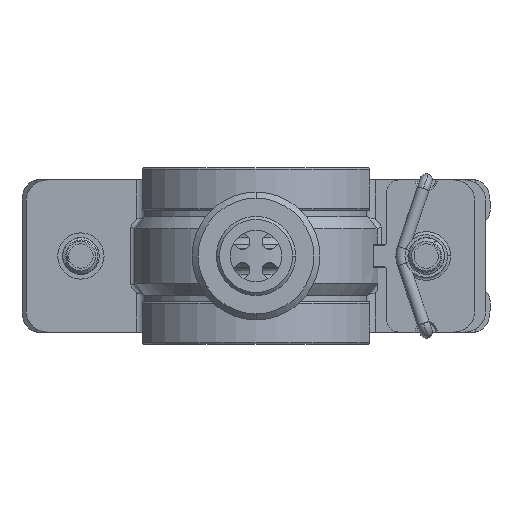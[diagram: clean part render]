
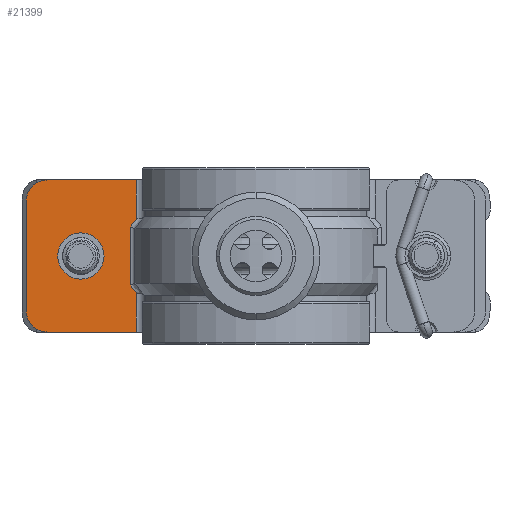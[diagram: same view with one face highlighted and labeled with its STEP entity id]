
A CAD part, front view. The second image highlights one B-rep face of the part: STEP entity #21399.
In plain terms, the highlighted planar face has unit normal (0, -1, 0).
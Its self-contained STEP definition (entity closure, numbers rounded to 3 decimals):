
#335 = CARTESIAN_POINT ( 'NONE',  ( -19.914, -4.25, 5.76 ) ) ;
#574 = EDGE_CURVE ( 'NONE', #34573, #18384, #8832, .T. ) ;
#882 = PLANE ( 'NONE',  #19714 ) ;
#1098 = EDGE_CURVE ( 'NONE', #18932, #32888, #34786, .T. ) ;
#1249 = DIRECTION ( 'NONE',  ( 0., 0., 1. ) ) ;
#2384 = ORIENTED_EDGE ( 'NONE', *, *, #1098, .F. ) ;
#2462 = VECTOR ( 'NONE', #29539, 1000. ) ;
#2840 = VECTOR ( 'NONE', #31152, 1000. ) ;
#3085 = CARTESIAN_POINT ( 'NONE',  ( -20.676, -4.25, 4.765 ) ) ;
#3457 = EDGE_CURVE ( 'NONE', #26116, #34573, #25399, .T. ) ;
#3767 = CARTESIAN_POINT ( 'NONE',  ( -19.677, -4.25, 6.07 ) ) ;
#3966 = CARTESIAN_POINT ( 'NONE',  ( -37.783, -4.25, 12.5 ) ) ;
#4493 = EDGE_LOOP ( 'NONE', ( #2384, #31117, #23953, #9990, #34203, #24754, #11745, #32969, #22142, #6248 ) ) ;
#4869 = VERTEX_POINT ( 'NONE', #8732 ) ;
#5074 = CARTESIAN_POINT ( 'NONE',  ( -20.151, -4.25, -5.451 ) ) ;
#6248 = ORIENTED_EDGE ( 'NONE', *, *, #16927, .T. ) ;
#7313 = VERTEX_POINT ( 'NONE', #16553 ) ;
#7484 = VECTOR ( 'NONE', #18249, 1000. ) ;
#7888 = CARTESIAN_POINT ( 'NONE',  ( -19.677, -4.25, 12.5 ) ) ;
#8732 = CARTESIAN_POINT ( 'NONE',  ( -28.783, -4.25, 3.8 ) ) ;
#8832 = B_SPLINE_CURVE_WITH_KNOTS ( 'NONE', 3,
 ( #3085, #14230, #28276, #19521, #8928, #335, #33739 ),
 .UNSPECIFIED., .F., .F.,
 ( 4, 3, 4 ),
 ( 0., 0., 0.002 ),
 .UNSPECIFIED. ) ;
#8928 = CARTESIAN_POINT ( 'NONE',  ( -20.151, -4.25, 5.451 ) ) ;
#9420 = CARTESIAN_POINT ( 'NONE',  ( -19.677, -4.25, 12.5 ) ) ;
#9838 = CARTESIAN_POINT ( 'NONE',  ( -20.676, -4.25, -4.765 ) ) ;
#9990 = ORIENTED_EDGE ( 'NONE', *, *, #574, .T. ) ;
#10041 = CARTESIAN_POINT ( 'NONE',  ( -20.484, -4.25, -5.015 ) ) ;
#10550 = LINE ( 'NONE', #21325, #2462 ) ;
#11164 = CARTESIAN_POINT ( 'NONE',  ( -20.676, -4.25, 12.5 ) ) ;
#11745 = ORIENTED_EDGE ( 'NONE', *, *, #21613, .T. ) ;
#11752 = LINE ( 'NONE', #30561, #22377 ) ;
#12198 = EDGE_CURVE ( 'NONE', #33596, #27453, #11752, .T. ) ;
#12990 = CARTESIAN_POINT ( 'NONE',  ( -34.283, -4.25, 12.5 ) ) ;
#13064 = CARTESIAN_POINT ( 'NONE',  ( -34.283, -4.25, 9. ) ) ;
#13119 = EDGE_CURVE ( 'NONE', #27453, #23162, #26995, .T. ) ;
#13175 = EDGE_CURVE ( 'NONE', #18932, #26116, #31171, .T. ) ;
#13320 = CARTESIAN_POINT ( 'NONE',  ( -19.677, -4.25, -6.07 ) ) ;
#13646 = ORIENTED_EDGE ( 'NONE', *, *, #21098, .T. ) ;
#14230 = CARTESIAN_POINT ( 'NONE',  ( -20.58, -4.25, 4.89 ) ) ;
#14511 = VECTOR ( 'NONE', #19021, 1000. ) ;
#15047 = CIRCLE ( 'NONE', #31453, 3.5 ) ;
#15154 = EDGE_LOOP ( 'NONE', ( #13646, #15903 ) ) ;
#15903 = ORIENTED_EDGE ( 'NONE', *, *, #18320, .T. ) ;
#16216 = DIRECTION ( 'NONE',  ( 0., 0., 1. ) ) ;
#16337 = CARTESIAN_POINT ( 'NONE',  ( -20.676, -4.25, 4.765 ) ) ;
#16377 = CARTESIAN_POINT ( 'NONE',  ( -28.783, -4.25, 0. ) ) ;
#16553 = CARTESIAN_POINT ( 'NONE',  ( -19.677, -4.25, 12.5 ) ) ;
#16927 = EDGE_CURVE ( 'NONE', #23162, #32888, #28851, .T. ) ;
#17492 = FACE_OUTER_BOUND ( 'NONE', #4493, .T. ) ;
#18249 = DIRECTION ( 'NONE',  ( 1., 0., 0. ) ) ;
#18320 = EDGE_CURVE ( 'NONE', #18478, #4869, #28560, .T. ) ;
#18349 = DIRECTION ( 'NONE',  ( 0., -1., 0. ) ) ;
#18384 = VERTEX_POINT ( 'NONE', #3767 ) ;
#18478 = VERTEX_POINT ( 'NONE', #23658 ) ;
#18706 = DIRECTION ( 'NONE',  ( 0., 0., 1. ) ) ;
#18932 = VERTEX_POINT ( 'NONE', #31109 ) ;
#19021 = DIRECTION ( 'NONE',  ( 0., 0., -1. ) ) ;
#19130 = CIRCLE ( 'NONE', #26710, 3.8 ) ;
#19219 = AXIS2_PLACEMENT_3D ( 'NONE', #16377, #33351, #27504 ) ;
#19521 = CARTESIAN_POINT ( 'NONE',  ( -20.388, -4.25, 5.141 ) ) ;
#19714 = AXIS2_PLACEMENT_3D ( 'NONE', #3966, #28637, #1249 ) ;
#19782 = DIRECTION ( 'NONE',  ( 0., 0., -1. ) ) ;
#20991 = CARTESIAN_POINT ( 'NONE',  ( -37.783, -4.25, -12.5 ) ) ;
#21098 = EDGE_CURVE ( 'NONE', #4869, #18478, #19130, .T. ) ;
#21325 = CARTESIAN_POINT ( 'NONE',  ( -37.783, -4.25, 12.5 ) ) ;
#21351 = CARTESIAN_POINT ( 'NONE',  ( -20.58, -4.25, -4.89 ) ) ;
#21399 = ADVANCED_FACE ( 'NONE', ( #17492, #29172 ), #882, .F. ) ;
#21613 = EDGE_CURVE ( 'NONE', #33689, #33596, #15047, .T. ) ;
#21714 = DIRECTION ( 'NONE',  ( 0., 1., 0. ) ) ;
#22142 = ORIENTED_EDGE ( 'NONE', *, *, #13119, .T. ) ;
#22377 = VECTOR ( 'NONE', #19782, 1000. ) ;
#23122 = CARTESIAN_POINT ( 'NONE',  ( -19.677, -4.25, -12.5 ) ) ;
#23162 = VERTEX_POINT ( 'NONE', #32370 ) ;
#23166 = EDGE_CURVE ( 'NONE', #7313, #18384, #32537, .T. ) ;
#23658 = CARTESIAN_POINT ( 'NONE',  ( -28.783, -4.25, -3.8 ) ) ;
#23923 = CARTESIAN_POINT ( 'NONE',  ( -20.676, -4.25, -4.765 ) ) ;
#23953 = ORIENTED_EDGE ( 'NONE', *, *, #3457, .T. ) ;
#24083 = AXIS2_PLACEMENT_3D ( 'NONE', #28685, #29030, #26474 ) ;
#24754 = ORIENTED_EDGE ( 'NONE', *, *, #29082, .F. ) ;
#25191 = CARTESIAN_POINT ( 'NONE',  ( -37.783, -4.25, -9. ) ) ;
#25399 = LINE ( 'NONE', #11164, #26279 ) ;
#26116 = VERTEX_POINT ( 'NONE', #9838 ) ;
#26279 = VECTOR ( 'NONE', #33974, 1000. ) ;
#26474 = DIRECTION ( 'NONE',  ( 0., 0., 1. ) ) ;
#26710 = AXIS2_PLACEMENT_3D ( 'NONE', #33197, #21714, #16216 ) ;
#26995 = CIRCLE ( 'NONE', #24083, 3.5 ) ;
#27453 = VERTEX_POINT ( 'NONE', #25191 ) ;
#27504 = DIRECTION ( 'NONE',  ( 0., 0., 1. ) ) ;
#28276 = CARTESIAN_POINT ( 'NONE',  ( -20.484, -4.25, 5.015 ) ) ;
#28560 = CIRCLE ( 'NONE', #19219, 3.8 ) ;
#28637 = DIRECTION ( 'NONE',  ( 0., 1., 0. ) ) ;
#28685 = CARTESIAN_POINT ( 'NONE',  ( -34.283, -4.25, -9. ) ) ;
#28851 = LINE ( 'NONE', #20991, #7484 ) ;
#29030 = DIRECTION ( 'NONE',  ( 0., -1., 0. ) ) ;
#29082 = EDGE_CURVE ( 'NONE', #33689, #7313, #10550, .T. ) ;
#29172 = FACE_BOUND ( 'NONE', #15154, .T. ) ;
#29539 = DIRECTION ( 'NONE',  ( 1., 0., 0. ) ) ;
#30561 = CARTESIAN_POINT ( 'NONE',  ( -37.783, -4.25, 12.5 ) ) ;
#31109 = CARTESIAN_POINT ( 'NONE',  ( -19.677, -4.25, -6.07 ) ) ;
#31117 = ORIENTED_EDGE ( 'NONE', *, *, #13175, .T. ) ;
#31152 = DIRECTION ( 'NONE',  ( 0., 0., -1. ) ) ;
#31171 = B_SPLINE_CURVE_WITH_KNOTS ( 'NONE', 3,
 ( #13320, #33015, #5074, #32484, #10041, #21351, #23923 ),
 .UNSPECIFIED., .F., .F.,
 ( 4, 3, 4 ),
 ( 0., 0.001, 0.002 ),
 .UNSPECIFIED. ) ;
#31453 = AXIS2_PLACEMENT_3D ( 'NONE', #13064, #18349, #18706 ) ;
#31607 = CARTESIAN_POINT ( 'NONE',  ( -37.783, -4.25, 9. ) ) ;
#32370 = CARTESIAN_POINT ( 'NONE',  ( -34.283, -4.25, -12.5 ) ) ;
#32484 = CARTESIAN_POINT ( 'NONE',  ( -20.388, -4.25, -5.141 ) ) ;
#32537 = LINE ( 'NONE', #7888, #14511 ) ;
#32888 = VERTEX_POINT ( 'NONE', #23122 ) ;
#32969 = ORIENTED_EDGE ( 'NONE', *, *, #12198, .T. ) ;
#33015 = CARTESIAN_POINT ( 'NONE',  ( -19.914, -4.25, -5.76 ) ) ;
#33197 = CARTESIAN_POINT ( 'NONE',  ( -28.783, -4.25, 0. ) ) ;
#33351 = DIRECTION ( 'NONE',  ( 0., 1., 0. ) ) ;
#33596 = VERTEX_POINT ( 'NONE', #31607 ) ;
#33689 = VERTEX_POINT ( 'NONE', #12990 ) ;
#33739 = CARTESIAN_POINT ( 'NONE',  ( -19.677, -4.25, 6.07 ) ) ;
#33974 = DIRECTION ( 'NONE',  ( 0., 0., 1. ) ) ;
#34203 = ORIENTED_EDGE ( 'NONE', *, *, #23166, .F. ) ;
#34573 = VERTEX_POINT ( 'NONE', #16337 ) ;
#34786 = LINE ( 'NONE', #9420, #2840 ) ;
